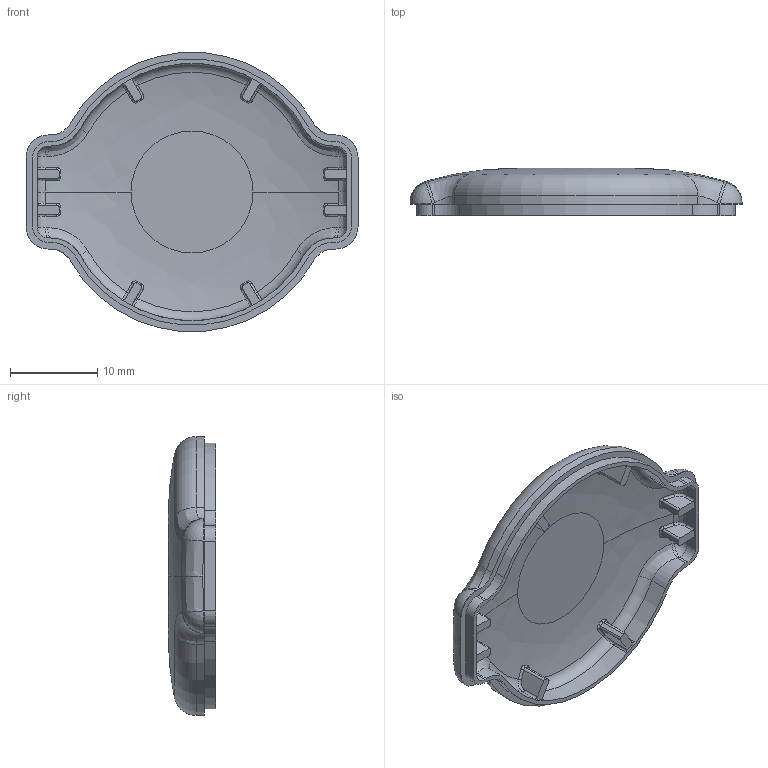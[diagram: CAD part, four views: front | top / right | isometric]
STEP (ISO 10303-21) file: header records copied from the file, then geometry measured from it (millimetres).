
FILE_DESCRIPTION((''),'2;1');
FILE_NAME('NWTN_ENCLOSURE_TOP','2017-06-08T',('Henry Africano'),(''),'CREO PARAMETRIC BY PTC INC, 2015380','CREO PARAMETRIC BY PTC INC, 2015380','');
FILE_SCHEMA(('CONFIG_CONTROL_DESIGN'));
Length unit declared in the file: inch
Products named in the file (1): NWTN_ENCLOSURE_TOP
Bounding box: 38.09 x 5.4 x 31.97 mm (x, y, z)
Volume: 1426.7 mm3; surface area: 2561.9 mm2
Topology: 1 solids, 1 shells, 220 faces, 540 edges, 324 vertices
Faces by surface type: bspline 88, cylinder 62, plane 54, torus 8, sphere 8
Entity records: 10464 total; most frequent: CARTESIAN_POINT 5836, ORIENTED_EDGE 1080, DIRECTION 812, EDGE_CURVE 540, AXIS2_PLACEMENT_3D 324, VERTEX_POINT 324, EDGE_LOOP 222, FACE_OUTER_BOUND 220
